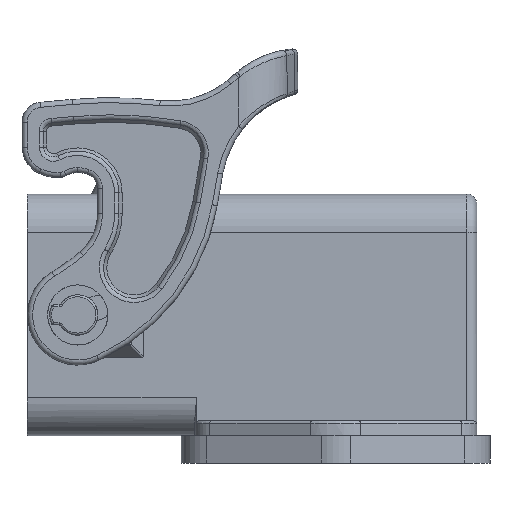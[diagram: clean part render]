
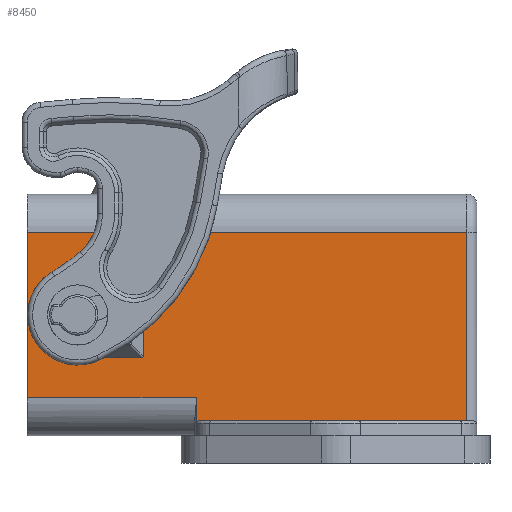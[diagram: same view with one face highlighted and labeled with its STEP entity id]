
A CAD part, front view. The second image highlights one B-rep face of the part: STEP entity #8450.
In plain terms, the highlighted planar face has unit normal (0, -1, 0).
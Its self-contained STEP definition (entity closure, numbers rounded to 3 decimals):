
#158=FACE_BOUND('',#1346,.T.);
#532=B_SPLINE_CURVE_WITH_KNOTS('',3,(#17738,#17739,#17740,#17741,#17742,
#17743,#17744,#17745,#17746,#17747),.UNSPECIFIED.,.F.,.F.,(4,2,2,2,4),(-0.186,
-0.175,-0.163,-0.152,-0.139),
 .UNSPECIFIED.);
#815=FACE_OUTER_BOUND('',#1345,.T.);
#1345=EDGE_LOOP('',(#6500,#6501,#6502,#6503,#6504,#6505,#6506));
#1346=EDGE_LOOP('',(#6507,#6508,#6509,#6510,#6511,#6512,#6513));
#1741=ELLIPSE('',#9269,0.262,0.201);
#1742=ELLIPSE('',#9270,0.311,0.201);
#1743=ELLIPSE('',#9271,0.311,0.201);
#2501=LINE('',#17732,#2995);
#2504=LINE('',#17749,#2998);
#2505=LINE('',#17751,#2999);
#2506=LINE('',#17753,#3000);
#2507=LINE('',#17755,#3001);
#2508=LINE('',#17757,#3002);
#2509=LINE('',#17758,#3003);
#2510=LINE('',#17763,#3004);
#2511=LINE('',#17767,#3005);
#2512=LINE('',#17769,#3006);
#2995=VECTOR('',#10983,8.388);
#2998=VECTOR('',#10988,26.641);
#2999=VECTOR('',#10989,18.793);
#3000=VECTOR('',#10990,43.818);
#3001=VECTOR('',#10991,16.482);
#3002=VECTOR('',#10992,16.855);
#3003=VECTOR('',#10993,2.613);
#3004=VECTOR('',#10996,8.187);
#3005=VECTOR('',#10999,8.234);
#3006=VECTOR('',#11002,8.281);
#3745=VERTEX_POINT('',#17730);
#3746=VERTEX_POINT('',#17731);
#3747=VERTEX_POINT('',#17736);
#3748=VERTEX_POINT('',#17737);
#3749=VERTEX_POINT('',#17748);
#3750=VERTEX_POINT('',#17750);
#3751=VERTEX_POINT('',#17752);
#3752=VERTEX_POINT('',#17754);
#3753=VERTEX_POINT('',#17756);
#3754=VERTEX_POINT('',#17759);
#3755=VERTEX_POINT('',#17760);
#3756=VERTEX_POINT('',#17762);
#3757=VERTEX_POINT('',#17764);
#3758=VERTEX_POINT('',#17766);
#4763=EDGE_CURVE('',#3745,#3746,#2501,.T.);
#4766=EDGE_CURVE('',#3747,#3748,#532,.T.);
#4767=EDGE_CURVE('',#3749,#3748,#2504,.T.);
#4768=EDGE_CURVE('',#3750,#3749,#2505,.T.);
#4769=EDGE_CURVE('',#3751,#3750,#2506,.T.);
#4770=EDGE_CURVE('',#3751,#3752,#2507,.T.);
#4771=EDGE_CURVE('',#3753,#3752,#2508,.T.);
#4772=EDGE_CURVE('',#3747,#3753,#2509,.T.);
#4773=EDGE_CURVE('',#3754,#3755,#1741,.T.);
#4774=EDGE_CURVE('',#3756,#3755,#2510,.T.);
#4775=EDGE_CURVE('',#3756,#3757,#1742,.T.);
#4776=EDGE_CURVE('',#3758,#3757,#2511,.T.);
#4777=EDGE_CURVE('',#3758,#3746,#1743,.T.);
#4778=EDGE_CURVE('',#3754,#3745,#2512,.T.);
#6500=ORIENTED_EDGE('',*,*,#4766,.T.);
#6501=ORIENTED_EDGE('',*,*,#4767,.F.);
#6502=ORIENTED_EDGE('',*,*,#4768,.F.);
#6503=ORIENTED_EDGE('',*,*,#4769,.F.);
#6504=ORIENTED_EDGE('',*,*,#4770,.T.);
#6505=ORIENTED_EDGE('',*,*,#4771,.F.);
#6506=ORIENTED_EDGE('',*,*,#4772,.F.);
#6507=ORIENTED_EDGE('',*,*,#4773,.T.);
#6508=ORIENTED_EDGE('',*,*,#4774,.F.);
#6509=ORIENTED_EDGE('',*,*,#4775,.T.);
#6510=ORIENTED_EDGE('',*,*,#4776,.F.);
#6511=ORIENTED_EDGE('',*,*,#4777,.T.);
#6512=ORIENTED_EDGE('',*,*,#4763,.F.);
#6513=ORIENTED_EDGE('',*,*,#4778,.F.);
#8165=PLANE('',#9268);
#8450=ADVANCED_FACE('',(#815,#158),#8165,.T.);
#9268=AXIS2_PLACEMENT_3D('',#17735,#10986,#10987);
#9269=AXIS2_PLACEMENT_3D('',#17761,#10994,#10995);
#9270=AXIS2_PLACEMENT_3D('',#17765,#10997,#10998);
#9271=AXIS2_PLACEMENT_3D('',#17768,#11000,#11001);
#10983=DIRECTION('',(1.,0.,0.));
#10986=DIRECTION('center_axis',(0.,-1.,0.));
#10987=DIRECTION('ref_axis',(-1.,0.,0.));
#10988=DIRECTION('',(-1.,0.,0.));
#10989=DIRECTION('',(0.,0.,-1.));
#10990=DIRECTION('',(1.,0.,0.));
#10991=DIRECTION('',(0.,0.,-1.));
#10992=DIRECTION('',(-1.,0.,0.));
#10993=DIRECTION('',(0.,0.,1.));
#10994=DIRECTION('center_axis',(0.,1.,0.));
#10995=DIRECTION('ref_axis',(0.,0.,-1.));
#10996=DIRECTION('',(-1.,0.,0.));
#10997=DIRECTION('center_axis',(0.,1.,0.));
#10998=DIRECTION('ref_axis',(-0.707,0.,-0.707));
#10999=DIRECTION('',(0.,0.,1.));
#11000=DIRECTION('center_axis',(0.,1.,0.));
#11001=DIRECTION('ref_axis',(-0.707,0.,0.707));
#11002=DIRECTION('',(0.,0.,-1.));
#17730=CARTESIAN_POINT('',(-16.712,-12.06,-4.271));
#17731=CARTESIAN_POINT('',(-8.324,-12.06,-4.271));
#17732=CARTESIAN_POINT('',(-16.712,-12.06,-4.271));
#17735=CARTESIAN_POINT('Origin',(25.096,-12.06,-12.06));
#17736=CARTESIAN_POINT('',(-2.872,-12.06,-10.854));
#17737=CARTESIAN_POINT('',(-2.55,-12.06,-10.553));
#17738=CARTESIAN_POINT('Ctrl Pts',(-2.872,-12.06,-10.854));
#17739=CARTESIAN_POINT('Ctrl Pts',(-2.872,-12.06,-10.818));
#17740=CARTESIAN_POINT('Ctrl Pts',(-2.863,-12.06,-10.775));
#17741=CARTESIAN_POINT('Ctrl Pts',(-2.834,-12.06,-10.707));
#17742=CARTESIAN_POINT('Ctrl Pts',(-2.808,-12.06,-10.67));
#17743=CARTESIAN_POINT('Ctrl Pts',(-2.753,-12.06,-10.616));
#17744=CARTESIAN_POINT('Ctrl Pts',(-2.713,-12.06,-10.591));
#17745=CARTESIAN_POINT('Ctrl Pts',(-2.639,-12.06,-10.562));
#17746=CARTESIAN_POINT('Ctrl Pts',(-2.591,-12.06,-10.553));
#17747=CARTESIAN_POINT('Ctrl Pts',(-2.55,-12.06,-10.553));
#17748=CARTESIAN_POINT('',(24.091,-12.06,-10.553));
#17749=CARTESIAN_POINT('',(24.091,-12.06,-10.553));
#17750=CARTESIAN_POINT('',(24.091,-12.06,8.241));
#17751=CARTESIAN_POINT('',(24.091,-12.06,8.241));
#17752=CARTESIAN_POINT('',(-19.727,-12.06,8.241));
#17753=CARTESIAN_POINT('',(-19.727,-12.06,8.241));
#17754=CARTESIAN_POINT('',(-19.727,-12.06,-8.241));
#17755=CARTESIAN_POINT('',(-19.727,-12.06,8.241));
#17756=CARTESIAN_POINT('',(-2.872,-12.06,-8.241));
#17757=CARTESIAN_POINT('',(-2.872,-12.06,-8.241));
#17758=CARTESIAN_POINT('',(-2.872,-12.06,-10.854));
#17759=CARTESIAN_POINT('',(-16.712,-12.06,4.01));
#17760=CARTESIAN_POINT('',(-16.511,-12.06,4.271));
#17761=CARTESIAN_POINT('Origin',(-16.511,-12.06,4.01));
#17762=CARTESIAN_POINT('',(-8.324,-12.06,4.271));
#17763=CARTESIAN_POINT('',(-8.324,-12.06,4.271));
#17764=CARTESIAN_POINT('',(-8.17,-12.06,4.117));
#17765=CARTESIAN_POINT('Origin',(-8.431,-12.06,4.01));
#17766=CARTESIAN_POINT('',(-8.17,-12.06,-4.117));
#17767=CARTESIAN_POINT('',(-8.17,-12.06,-4.117));
#17768=CARTESIAN_POINT('Origin',(-8.431,-12.06,-4.01));
#17769=CARTESIAN_POINT('',(-16.712,-12.06,4.01));
